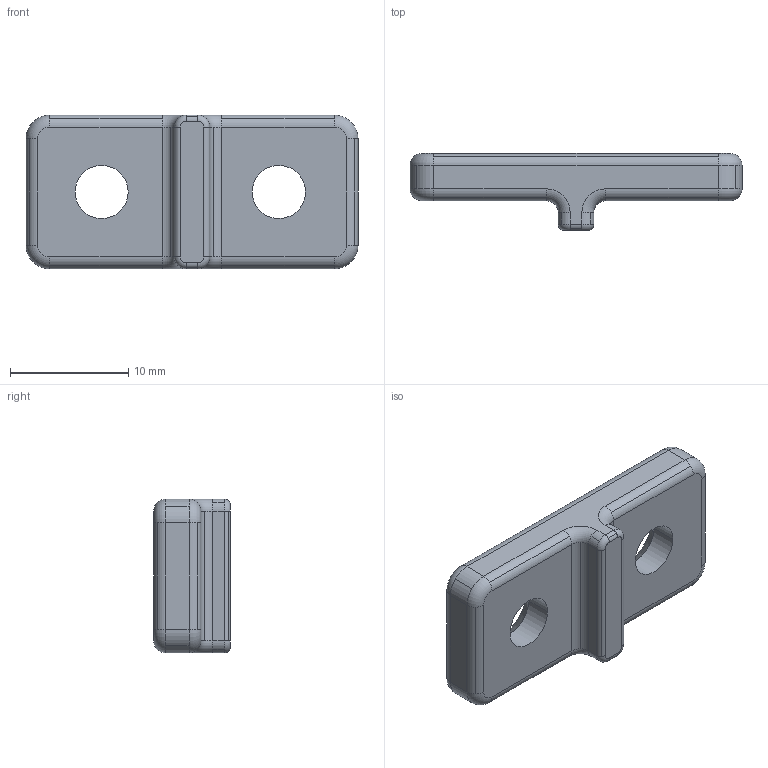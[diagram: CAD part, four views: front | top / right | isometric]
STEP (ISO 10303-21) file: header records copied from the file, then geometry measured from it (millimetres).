
FILE_DESCRIPTION(('STEP AP214'),'1');
FILE_NAME('Bracket.stp','2024-04-29T18:45:06',(' '),(' '),'Spatial InterOp 3D',' ',' ');
FILE_SCHEMA(('AUTOMOTIVE_DESIGN { 1 0 10303 214 1 1 1 1 }'));
Length unit declared in the file: metre
Products named in the file (1): Bracket
Bounding box: 28.1 x 6.5 x 13 mm (x, y, z)
Volume: 1333.2 mm3; surface area: 1060.5 mm2
Topology: 1 solids, 1 shells, 82 faces, 204 edges, 124 vertices
Faces by surface type: cylinder 52, torus 16, plane 10, cone 4
Entity records: 2497 total; most frequent: DIRECTION 494, CARTESIAN_POINT 411, ORIENTED_EDGE 408, AXIS2_PLACEMENT_3D 207, EDGE_CURVE 204, VERTEX_POINT 124, CIRCLE 124, EDGE_LOOP 86
